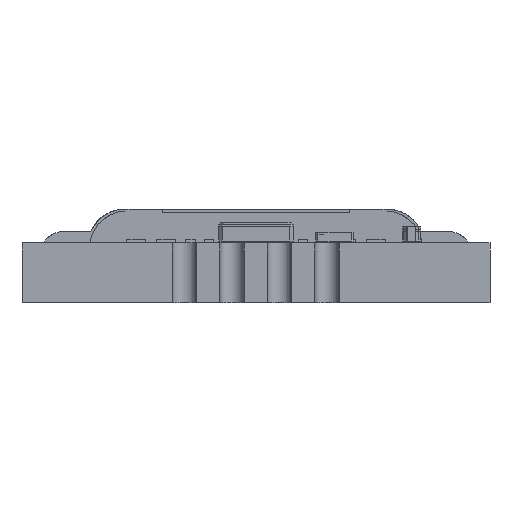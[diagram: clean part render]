
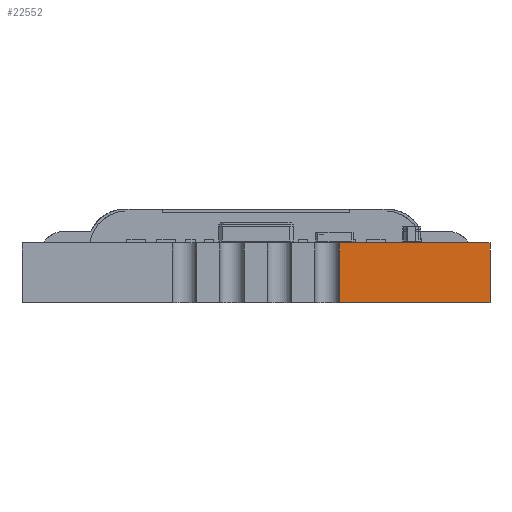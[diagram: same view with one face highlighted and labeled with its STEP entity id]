
A CAD part, front view. The second image highlights one B-rep face of the part: STEP entity #22552.
In plain terms, the highlighted planar face has unit normal (0, -1, 0).
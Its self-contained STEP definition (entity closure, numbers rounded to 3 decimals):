
#16641 = PLANE('',#16642);
#16642 = AXIS2_PLACEMENT_3D('',#16643,#16644,#16645);
#16643 = CARTESIAN_POINT('',(100.,-47.115,1.6));
#16644 = DIRECTION('',(0.,0.,1.));
#16645 = DIRECTION('',(1.,0.,-0.));
#16695 = PLANE('',#16696);
#16696 = AXIS2_PLACEMENT_3D('',#16697,#16698,#16699);
#16697 = CARTESIAN_POINT('',(100.,-47.115,0.));
#16698 = DIRECTION('',(0.,0.,1.));
#16699 = DIRECTION('',(1.,0.,-0.));
#18261 = VERTEX_POINT('',#18262);
#18262 = CARTESIAN_POINT('',(102.225,-59.4,0.));
#18277 = CYLINDRICAL_SURFACE('',#18278,0.325);
#18278 = AXIS2_PLACEMENT_3D('',#18279,#18280,#18281);
#18279 = CARTESIAN_POINT('',(101.9,-59.4,-0.8));
#18280 = DIRECTION('',(0.,0.,1.));
#18281 = DIRECTION('',(1.,0.,-0.));
#18289 = EDGE_CURVE('',#18261,#18290,#18292,.T.);
#18290 = VERTEX_POINT('',#18291);
#18291 = CARTESIAN_POINT('',(106.25,-59.4,0.));
#18292 = SURFACE_CURVE('',#18293,(#18297,#18304),.PCURVE_S1.);
#18293 = LINE('',#18294,#18295);
#18294 = CARTESIAN_POINT('',(93.75,-59.4,0.));
#18295 = VECTOR('',#18296,1.);
#18296 = DIRECTION('',(1.,0.,0.));
#18297 = PCURVE('',#16695,#18298);
#18298 = DEFINITIONAL_REPRESENTATION('',(#18299),#18303);
#18299 = LINE('',#18300,#18301);
#18300 = CARTESIAN_POINT('',(-6.25,-12.285));
#18301 = VECTOR('',#18302,1.);
#18302 = DIRECTION('',(1.,0.));
#18303 = ( GEOMETRIC_REPRESENTATION_CONTEXT(2) 
PARAMETRIC_REPRESENTATION_CONTEXT() REPRESENTATION_CONTEXT('2D SPACE',''
  ) );
#18304 = PCURVE('',#18305,#18310);
#18305 = PLANE('',#18306);
#18306 = AXIS2_PLACEMENT_3D('',#18307,#18308,#18309);
#18307 = CARTESIAN_POINT('',(93.75,-59.4,0.));
#18308 = DIRECTION('',(0.,1.,0.));
#18309 = DIRECTION('',(1.,0.,0.));
#18310 = DEFINITIONAL_REPRESENTATION('',(#18311),#18315);
#18311 = LINE('',#18312,#18313);
#18312 = CARTESIAN_POINT('',(0.,0.));
#18313 = VECTOR('',#18314,1.);
#18314 = DIRECTION('',(1.,0.));
#18315 = ( GEOMETRIC_REPRESENTATION_CONTEXT(2) 
PARAMETRIC_REPRESENTATION_CONTEXT() REPRESENTATION_CONTEXT('2D SPACE',''
  ) );
#18333 = PLANE('',#18334);
#18334 = AXIS2_PLACEMENT_3D('',#18335,#18336,#18337);
#18335 = CARTESIAN_POINT('',(106.25,-59.4,0.));
#18336 = DIRECTION('',(-1.,0.,0.));
#18337 = DIRECTION('',(0.,1.,0.));
#20733 = VERTEX_POINT('',#20734);
#20734 = CARTESIAN_POINT('',(102.225,-59.4,1.6));
#20756 = EDGE_CURVE('',#20733,#20757,#20759,.T.);
#20757 = VERTEX_POINT('',#20758);
#20758 = CARTESIAN_POINT('',(106.25,-59.4,1.6));
#20759 = SURFACE_CURVE('',#20760,(#20764,#20771),.PCURVE_S1.);
#20760 = LINE('',#20761,#20762);
#20761 = CARTESIAN_POINT('',(93.75,-59.4,1.6));
#20762 = VECTOR('',#20763,1.);
#20763 = DIRECTION('',(1.,0.,0.));
#20764 = PCURVE('',#16641,#20765);
#20765 = DEFINITIONAL_REPRESENTATION('',(#20766),#20770);
#20766 = LINE('',#20767,#20768);
#20767 = CARTESIAN_POINT('',(-6.25,-12.285));
#20768 = VECTOR('',#20769,1.);
#20769 = DIRECTION('',(1.,0.));
#20770 = ( GEOMETRIC_REPRESENTATION_CONTEXT(2) 
PARAMETRIC_REPRESENTATION_CONTEXT() REPRESENTATION_CONTEXT('2D SPACE',''
  ) );
#20771 = PCURVE('',#18305,#20772);
#20772 = DEFINITIONAL_REPRESENTATION('',(#20773),#20777);
#20773 = LINE('',#20774,#20775);
#20774 = CARTESIAN_POINT('',(0.,-1.6));
#20775 = VECTOR('',#20776,1.);
#20776 = DIRECTION('',(1.,0.));
#20777 = ( GEOMETRIC_REPRESENTATION_CONTEXT(2) 
PARAMETRIC_REPRESENTATION_CONTEXT() REPRESENTATION_CONTEXT('2D SPACE',''
  ) );
#22530 = EDGE_CURVE('',#18290,#20757,#22531,.T.);
#22531 = SURFACE_CURVE('',#22532,(#22536,#22543),.PCURVE_S1.);
#22532 = LINE('',#22533,#22534);
#22533 = CARTESIAN_POINT('',(106.25,-59.4,0.));
#22534 = VECTOR('',#22535,1.);
#22535 = DIRECTION('',(0.,0.,1.));
#22536 = PCURVE('',#18333,#22537);
#22537 = DEFINITIONAL_REPRESENTATION('',(#22538),#22542);
#22538 = LINE('',#22539,#22540);
#22539 = CARTESIAN_POINT('',(0.,0.));
#22540 = VECTOR('',#22541,1.);
#22541 = DIRECTION('',(0.,-1.));
#22542 = ( GEOMETRIC_REPRESENTATION_CONTEXT(2) 
PARAMETRIC_REPRESENTATION_CONTEXT() REPRESENTATION_CONTEXT('2D SPACE',''
  ) );
#22543 = PCURVE('',#18305,#22544);
#22544 = DEFINITIONAL_REPRESENTATION('',(#22545),#22549);
#22545 = LINE('',#22546,#22547);
#22546 = CARTESIAN_POINT('',(12.5,0.));
#22547 = VECTOR('',#22548,1.);
#22548 = DIRECTION('',(0.,-1.));
#22549 = ( GEOMETRIC_REPRESENTATION_CONTEXT(2) 
PARAMETRIC_REPRESENTATION_CONTEXT() REPRESENTATION_CONTEXT('2D SPACE',''
  ) );
#22552 = ADVANCED_FACE('',(#22553),#18305,.F.);
#22553 = FACE_BOUND('',#22554,.F.);
#22554 = EDGE_LOOP('',(#22555,#22556,#22577,#22578));
#22555 = ORIENTED_EDGE('',*,*,#18289,.F.);
#22556 = ORIENTED_EDGE('',*,*,#22557,.T.);
#22557 = EDGE_CURVE('',#18261,#20733,#22558,.T.);
#22558 = SURFACE_CURVE('',#22559,(#22563,#22570),.PCURVE_S1.);
#22559 = LINE('',#22560,#22561);
#22560 = CARTESIAN_POINT('',(102.225,-59.4,-0.8));
#22561 = VECTOR('',#22562,1.);
#22562 = DIRECTION('',(0.,0.,1.));
#22563 = PCURVE('',#18305,#22564);
#22564 = DEFINITIONAL_REPRESENTATION('',(#22565),#22569);
#22565 = LINE('',#22566,#22567);
#22566 = CARTESIAN_POINT('',(8.475,0.8));
#22567 = VECTOR('',#22568,1.);
#22568 = DIRECTION('',(0.,-1.));
#22569 = ( GEOMETRIC_REPRESENTATION_CONTEXT(2) 
PARAMETRIC_REPRESENTATION_CONTEXT() REPRESENTATION_CONTEXT('2D SPACE',''
  ) );
#22570 = PCURVE('',#18277,#22571);
#22571 = DEFINITIONAL_REPRESENTATION('',(#22572),#22576);
#22572 = LINE('',#22573,#22574);
#22573 = CARTESIAN_POINT('',(0.,-0.));
#22574 = VECTOR('',#22575,1.);
#22575 = DIRECTION('',(0.,1.));
#22576 = ( GEOMETRIC_REPRESENTATION_CONTEXT(2) 
PARAMETRIC_REPRESENTATION_CONTEXT() REPRESENTATION_CONTEXT('2D SPACE',''
  ) );
#22577 = ORIENTED_EDGE('',*,*,#20756,.T.);
#22578 = ORIENTED_EDGE('',*,*,#22530,.F.);
